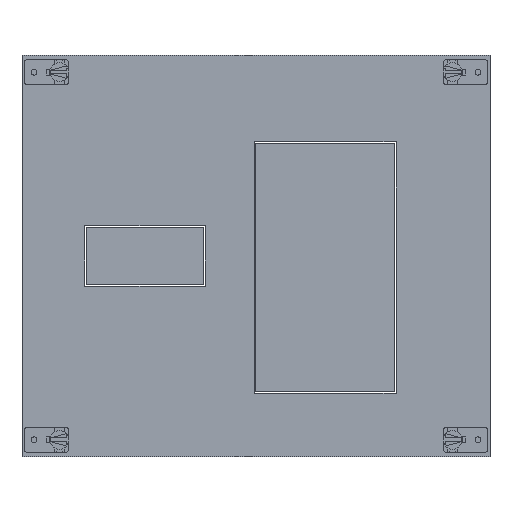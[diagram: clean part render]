
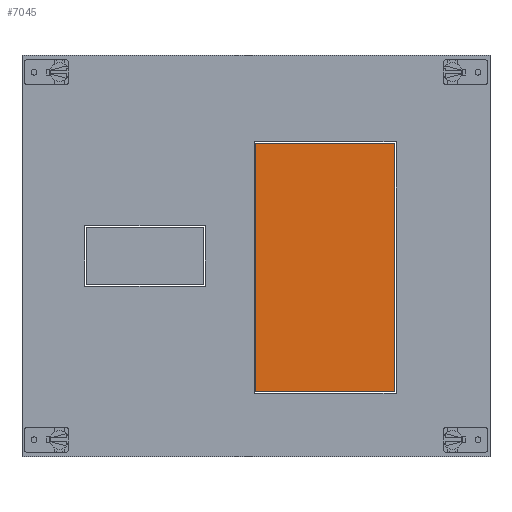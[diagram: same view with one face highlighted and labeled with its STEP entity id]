
A CAD part, top view. The second image highlights one B-rep face of the part: STEP entity #7045.
In plain terms, the highlighted planar face has unit normal (0, 0, 1).
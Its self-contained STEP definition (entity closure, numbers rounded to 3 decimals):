
#6930=DIRECTION('',(0.,-1.,0.));
#6931=VECTOR('',#6930,186.);
#6932=CARTESIAN_POINT('',(-53.75,126.7,1.));
#6933=LINE('',#6932,#6931);
#6937=DIRECTION('',(-1.,0.,0.));
#6938=VECTOR('',#6937,104.);
#6939=CARTESIAN_POINT('',(50.25,126.7,1.));
#6940=LINE('',#6939,#6938);
#6944=DIRECTION('',(0.,1.,0.));
#6945=VECTOR('',#6944,186.);
#6946=CARTESIAN_POINT('',(50.25,-59.3,1.));
#6947=LINE('',#6946,#6945);
#6951=DIRECTION('',(1.,0.,0.));
#6952=VECTOR('',#6951,104.);
#6953=CARTESIAN_POINT('',(-53.75,-59.3,1.));
#6954=LINE('',#6953,#6952);
#7014=CARTESIAN_POINT('',(-53.75,126.7,1.));
#7015=CARTESIAN_POINT('',(-53.75,-59.3,1.));
#7016=VERTEX_POINT('',#7014);
#7017=VERTEX_POINT('',#7015);
#7018=CARTESIAN_POINT('',(50.25,-59.3,1.));
#7019=VERTEX_POINT('',#7018);
#7020=CARTESIAN_POINT('',(50.25,126.7,1.));
#7021=VERTEX_POINT('',#7020);
#7030=CARTESIAN_POINT('',(0.,0.,1.));
#7031=DIRECTION('',(0.,0.,1.));
#7032=DIRECTION('',(1.,0.,0.));
#7033=AXIS2_PLACEMENT_3D('',#7030,#7031,#7032);
#7034=PLANE('',#7033);
#7036=ORIENTED_EDGE('',*,*,#7035,.F.);
#7038=ORIENTED_EDGE('',*,*,#7037,.F.);
#7040=ORIENTED_EDGE('',*,*,#7039,.F.);
#7042=ORIENTED_EDGE('',*,*,#7041,.F.);
#7043=EDGE_LOOP('',(#7036,#7038,#7040,#7042));
#7044=FACE_OUTER_BOUND('',#7043,.F.);
#7035=EDGE_CURVE('',#7016,#7017,#6933,.T.);
#7037=EDGE_CURVE('',#7021,#7016,#6940,.T.);
#7039=EDGE_CURVE('',#7019,#7021,#6947,.T.);
#7041=EDGE_CURVE('',#7017,#7019,#6954,.T.);
#7045=ADVANCED_FACE('',(#7044),#7034,.T.);
